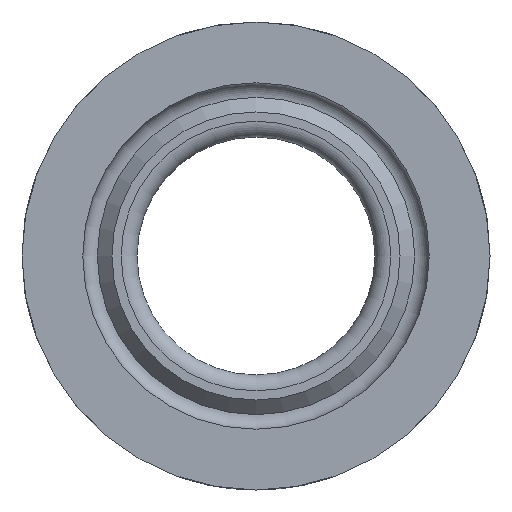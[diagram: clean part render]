
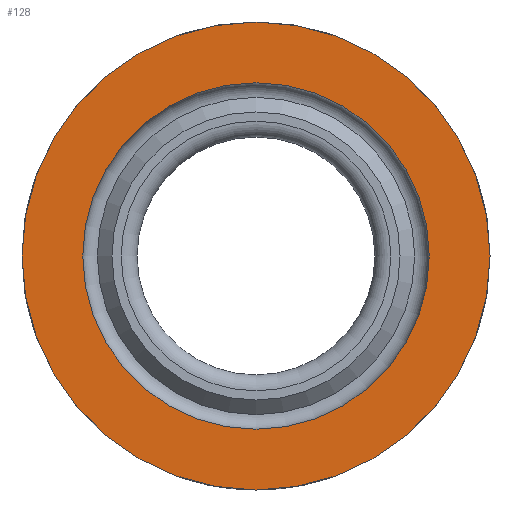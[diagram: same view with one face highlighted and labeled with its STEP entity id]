
A CAD part, left-side view. The second image highlights one B-rep face of the part: STEP entity #128.
In plain terms, the highlighted planar face has unit normal (-1, 0, 0).
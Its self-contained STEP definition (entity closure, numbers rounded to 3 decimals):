
#128 = ADVANCED_FACE( '', ( #279, #280 ), #281, .F. );
#279 = FACE_OUTER_BOUND( '', #460, .T. );
#280 = FACE_BOUND( '', #461, .T. );
#281 = PLANE( '', #462 );
#460 = EDGE_LOOP( '', ( #896 ) );
#461 = EDGE_LOOP( '', ( #897 ) );
#462 = AXIS2_PLACEMENT_3D( '', #898, #899, #900 );
#896 = ORIENTED_EDGE( '', *, *, #1112, .F. );
#897 = ORIENTED_EDGE( '', *, *, #1179, .T. );
#898 = CARTESIAN_POINT( '', ( 6., 9.08, 0. ) );
#899 = DIRECTION( '', ( 1., 0., 0. ) );
#900 = DIRECTION( '', ( 0., 0., -1. ) );
#1112 = EDGE_CURVE( '', #1332, #1332, #1333, .T. );
#1179 = EDGE_CURVE( '', #1432, #1432, #1433, .T. );
#1332 = VERTEX_POINT( '', #1725 );
#1333 = CIRCLE( '', #1726, 14.75 );
#1432 = VERTEX_POINT( '', #1914 );
#1433 = CIRCLE( '', #1915, 10.92 );
#1725 = CARTESIAN_POINT( '', ( 6., 0., -14.75 ) );
#1726 = AXIS2_PLACEMENT_3D( '', #2054, #2055, #2056 );
#1914 = CARTESIAN_POINT( '', ( 6., 0., -10.92 ) );
#1915 = AXIS2_PLACEMENT_3D( '', #2148, #2149, #2150 );
#2054 = CARTESIAN_POINT( '', ( 6., 0., 0. ) );
#2055 = DIRECTION( '', ( 1., 0., 0. ) );
#2056 = DIRECTION( '', ( 0., 0., -1. ) );
#2148 = CARTESIAN_POINT( '', ( 6., 0., 0. ) );
#2149 = DIRECTION( '', ( 1., 0., 0. ) );
#2150 = DIRECTION( '', ( 0., 0., -1. ) );
